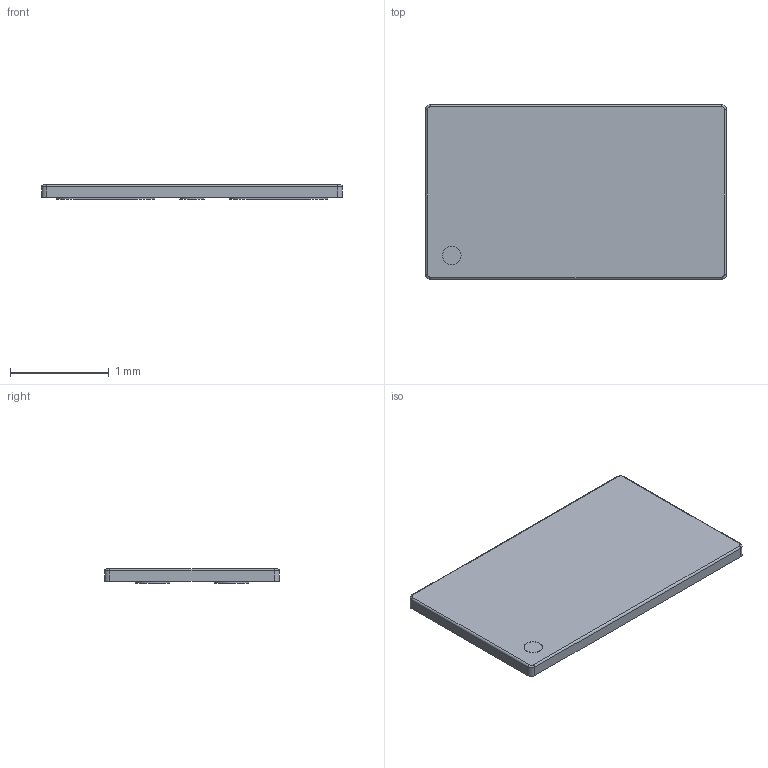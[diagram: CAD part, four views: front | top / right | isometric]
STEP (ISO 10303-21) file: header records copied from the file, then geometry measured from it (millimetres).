
FILE_DESCRIPTION (( 'STEP AP214' ), '1' );
FILE_NAME ('EFC3J018NUZTDG.STEP', '2024-06-16T10:00:09', ( '' ), ( '' ), 'SwSTEP 2.0', 'SolidWorks 2023', '' );
FILE_SCHEMA (( 'AUTOMOTIVE_DESIGN' ));
Length unit declared in the file: inch
Products named in the file (4): 1; 2; EFC3J018NUZTDG; ONsemi Updated Logo
Assembly tree (3 placements, depth 2):
  EFC3J018NUZTDG
    1
    2
    ONsemi Updated Logo
Bounding box: 3.05 x 1.77 x 0.15 mm (x, y, z)
Volume: 0.7 mm3; surface area: 15 mm2
Topology: 8 solids, 8 shells, 58 faces, 118 edges, 76 vertices
Faces by surface type: plane 28, cylinder 26, bspline 4
Entity records: 2520 total; most frequent: CARTESIAN_POINT 330, DIRECTION 286, ORIENTED_EDGE 236, EDGE_CURVE 118, AXIS2_PLACEMENT_3D 112, VERTEX_POINT 76, LENGTH_MEASURE_WITH_UNIT 70, UNCERTAINTY_MEASURE_WITH_UNIT 70
